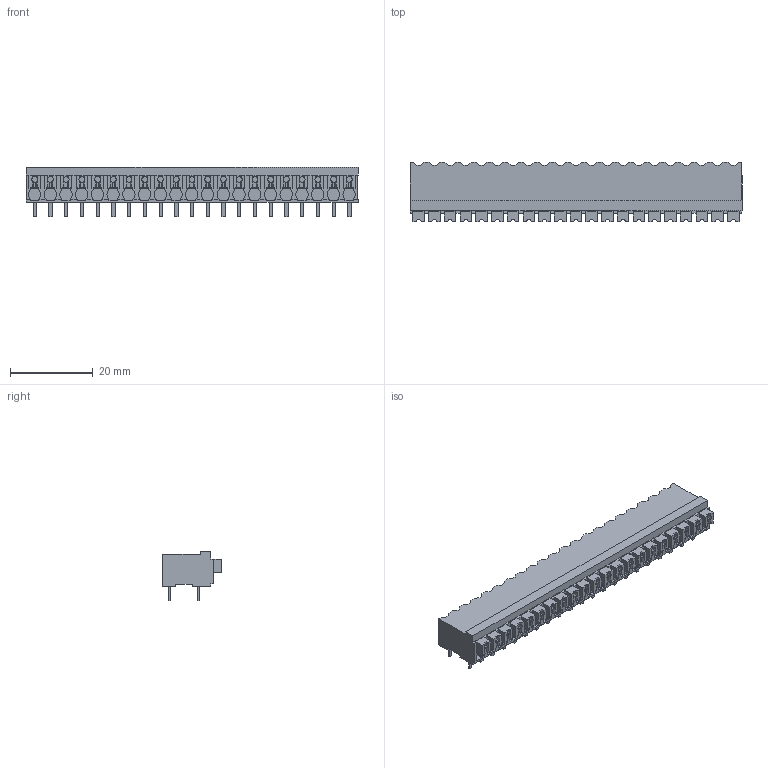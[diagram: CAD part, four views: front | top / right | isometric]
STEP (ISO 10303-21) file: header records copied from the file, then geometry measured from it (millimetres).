
FILE_DESCRIPTION(('CATIA V5 STEP Exchange','CAx-IF Rec.Pracs.--- Model Styling and Organization---1.2---2011-12-15'),'2;1');
FILE_NAME ('D1457979_0', '2018-03-22T09:32:29+00:00', ('none'), ('Weidmueller'), 'CATIA Version 5-6 Release 2014', 'CATIA V5 STEP AP214', 'none');
FILE_SCHEMA(('AUTOMOTIVE_DESIGN { 1 0 10303 214 1 1 1 1 }'));
Length unit declared in the file: millimetre
Products named in the file (1): 1871280000
Bounding box: 80.4 x 14.3 x 12 mm (x, y, z)
Volume: 6897.2 mm3; surface area: 6399.6 mm2
Topology: 64 solids, 64 shells, 1612 faces, 4544 edges, 3039 vertices
Faces by surface type: plane 1360, cylinder 252
Entity records: 49742 total; most frequent: CARTESIAN_POINT 9333, ORIENTED_EDGE 9088, DIRECTION 6362, EDGE_CURVE 4544, VECTOR 4019, LINE 4019, VERTEX_POINT 3039, EDGE_LOOP 1633
